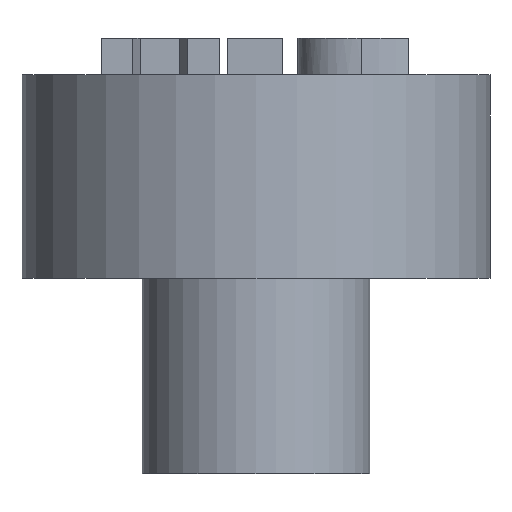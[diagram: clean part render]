
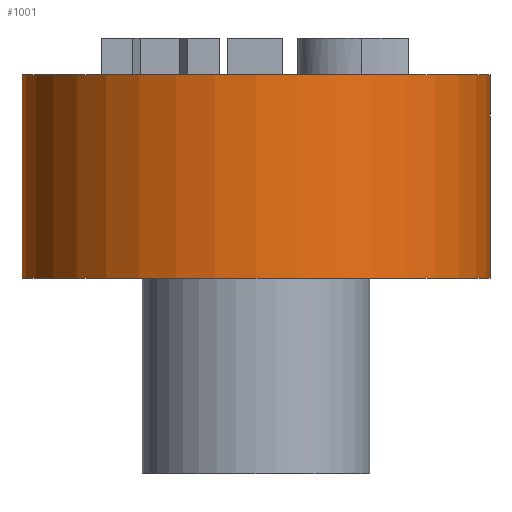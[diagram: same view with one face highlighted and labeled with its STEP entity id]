
A CAD part, front view. The second image highlights one B-rep face of the part: STEP entity #1001.
In plain terms, the highlighted cylindrical face has radius 5.75 mm (diameter 11.5 mm), a full revolution.
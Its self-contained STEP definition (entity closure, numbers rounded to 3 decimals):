
#19=CYLINDRICAL_SURFACE('',#1069,5.75);
#20=CIRCLE('',#1050,5.75);
#23=CIRCLE('',#1068,5.75);
#111=FACE_OUTER_BOUND('',#171,.T.);
#171=EDGE_LOOP('',(#889,#890,#891,#892));
#287=LINE('',#1696,#401);
#401=VECTOR('',#1279,5.75);
#466=VERTEX_POINT('',#1611);
#493=VERTEX_POINT('',#1693);
#590=EDGE_CURVE('',#466,#466,#20,.T.);
#630=EDGE_CURVE('',#493,#493,#23,.T.);
#631=EDGE_CURVE('',#466,#493,#287,.T.);
#889=ORIENTED_EDGE('',*,*,#590,.F.);
#890=ORIENTED_EDGE('',*,*,#631,.T.);
#891=ORIENTED_EDGE('',*,*,#630,.T.);
#892=ORIENTED_EDGE('',*,*,#631,.F.);
#1001=ADVANCED_FACE('',(#111),#19,.T.);
#1050=AXIS2_PLACEMENT_3D('',#1612,#1202,#1203);
#1068=AXIS2_PLACEMENT_3D('',#1694,#1275,#1276);
#1069=AXIS2_PLACEMENT_3D('',#1695,#1277,#1278);
#1202=DIRECTION('center_axis',(0.,0.,1.));
#1203=DIRECTION('ref_axis',(1.,0.,0.));
#1275=DIRECTION('center_axis',(0.,0.,1.));
#1276=DIRECTION('ref_axis',(1.,0.,0.));
#1277=DIRECTION('center_axis',(0.,0.,1.));
#1278=DIRECTION('ref_axis',(1.,0.,0.));
#1279=DIRECTION('',(0.,0.,-1.));
#1611=CARTESIAN_POINT('',(-5.75,0.,5.));
#1612=CARTESIAN_POINT('Origin',(0.,0.,5.));
#1693=CARTESIAN_POINT('',(-5.75,0.,0.));
#1694=CARTESIAN_POINT('Origin',(0.,0.,0.));
#1695=CARTESIAN_POINT('Origin',(0.,0.,0.));
#1696=CARTESIAN_POINT('',(-5.75,0.,0.));
